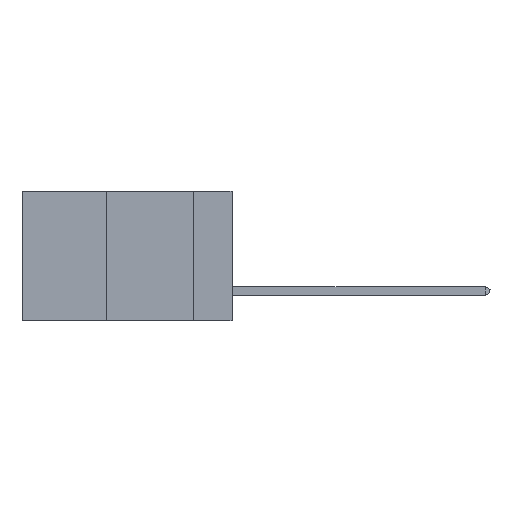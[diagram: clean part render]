
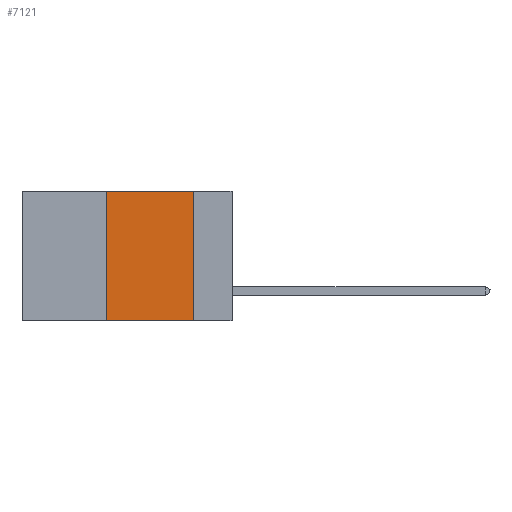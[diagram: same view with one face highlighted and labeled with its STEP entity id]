
A CAD part, left-side view. The second image highlights one B-rep face of the part: STEP entity #7121.
In plain terms, the highlighted planar face has unit normal (-1, 0, 0).
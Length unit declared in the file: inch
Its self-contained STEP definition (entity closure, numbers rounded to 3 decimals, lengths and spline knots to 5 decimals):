
#433 = EDGE_LOOP ( 'NONE', ( #8455, #8850, #1437, #6849 ) ) ;
#501 = VECTOR ( 'NONE', #4291, 39.37008 ) ;
#1293 = VECTOR ( 'NONE', #8022, 39.37008 ) ;
#1437 = ORIENTED_EDGE ( 'NONE', *, *, #6853, .F. ) ;
#1519 = CARTESIAN_POINT ( 'NONE',  ( 0., 0.6, 0. ) ) ;
#1801 = EDGE_CURVE ( 'NONE', #9288, #8111, #7962, .T. ) ;
#2540 = VERTEX_POINT ( 'NONE', #9338 ) ;
#3380 = CARTESIAN_POINT ( 'NONE',  ( 0., 0.6, 0. ) ) ;
#3454 = AXIS2_PLACEMENT_3D ( 'NONE', #1519, #8930, #3477 ) ;
#3477 = DIRECTION ( 'NONE',  ( 0., 0., -1. ) ) ;
#3763 = VERTEX_POINT ( 'NONE', #5068 ) ;
#4291 = DIRECTION ( 'NONE',  ( 0., -1., 0. ) ) ;
#4608 = LINE ( 'NONE', #9066, #8448 ) ;
#4702 = LINE ( 'NONE', #9820, #11114 ) ;
#5068 = CARTESIAN_POINT ( 'NONE',  ( 0., 0.36, -0.37 ) ) ;
#5308 = DIRECTION ( 'NONE',  ( 0., 0., -1. ) ) ;
#5387 = LINE ( 'NONE', #7090, #1293 ) ;
#6452 = CARTESIAN_POINT ( 'NONE',  ( 0., 0.36, 0. ) ) ;
#6849 = ORIENTED_EDGE ( 'NONE', *, *, #11332, .T. ) ;
#6853 = EDGE_CURVE ( 'NONE', #3763, #9288, #4608, .T. ) ;
#7090 = CARTESIAN_POINT ( 'NONE',  ( 0., 0.6, -0.37 ) ) ;
#7121 = ADVANCED_FACE ( 'NONE', ( #10167 ), #11334, .F. ) ;
#7962 = LINE ( 'NONE', #3380, #501 ) ;
#8022 = DIRECTION ( 'NONE',  ( 0., -1., 0. ) ) ;
#8111 = VERTEX_POINT ( 'NONE', #8302 ) ;
#8302 = CARTESIAN_POINT ( 'NONE',  ( 0., 0.11, 0. ) ) ;
#8448 = VECTOR ( 'NONE', #9864, 39.37008 ) ;
#8455 = ORIENTED_EDGE ( 'NONE', *, *, #8864, .F. ) ;
#8850 = ORIENTED_EDGE ( 'NONE', *, *, #1801, .F. ) ;
#8864 = EDGE_CURVE ( 'NONE', #8111, #2540, #4702, .T. ) ;
#8930 = DIRECTION ( 'NONE',  ( 1., 0., 0. ) ) ;
#9066 = CARTESIAN_POINT ( 'NONE',  ( 0., 0.36, 0. ) ) ;
#9288 = VERTEX_POINT ( 'NONE', #6452 ) ;
#9338 = CARTESIAN_POINT ( 'NONE',  ( 0., 0.11, -0.37 ) ) ;
#9820 = CARTESIAN_POINT ( 'NONE',  ( 0., 0.11, 0. ) ) ;
#9864 = DIRECTION ( 'NONE',  ( 0., 0., 1. ) ) ;
#10167 = FACE_OUTER_BOUND ( 'NONE', #433, .T. ) ;
#11114 = VECTOR ( 'NONE', #5308, 39.37008 ) ;
#11332 = EDGE_CURVE ( 'NONE', #3763, #2540, #5387, .T. ) ;
#11334 = PLANE ( 'NONE',  #3454 ) ;
